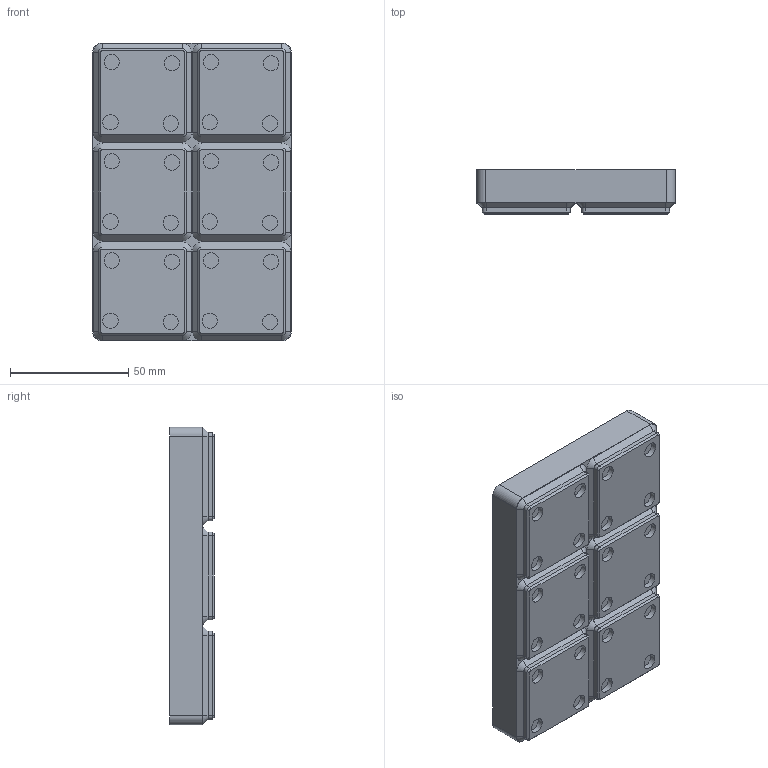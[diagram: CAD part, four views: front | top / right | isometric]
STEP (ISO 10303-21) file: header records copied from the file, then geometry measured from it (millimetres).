
FILE_DESCRIPTION((('zoo.dev export')), '2;1');
FILE_NAME('dump.step', '2024-10-28T19:29:21.738676722+00:00', ('Author unknown'), ('Organization unknown'), 'zoo.dev beta', 'zoo.dev', 'Authorization unknown');
FILE_SCHEMA(('AP203_CONFIGURATION_CONTROLLED_3D_DESIGN_OF_MECHANICAL_PARTS_AND_ASSEMBLIES_MIM_LF'));
Length unit declared in the file: metre
Products named in the file (55): UNIDENTIFIED_PRODUCT
Bounding box: 84 x 18.75 x 126 mm (x, y, z)
Volume: 58256.8 mm3; surface area: 65102.9 mm2
Topology: 55 solids, 55 shells, 463 faces, 984 edges, 656 vertices
Faces by surface type: plane 311, cylinder 104, bspline 48
Full cylindrical faces by diameter (mm): 6.5 x24
Entity records: 12366 total; most frequent: CARTESIAN_POINT 2343, ORIENTED_EDGE 1920, DIRECTION 1735, EDGE_CURVE 984, VECTOR 752, LINE 752, VERTEX_POINT 656, AXIS2_PLACEMENT_3D 647
